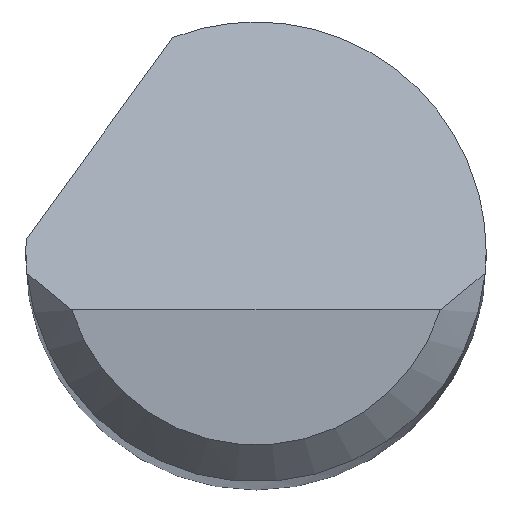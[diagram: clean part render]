
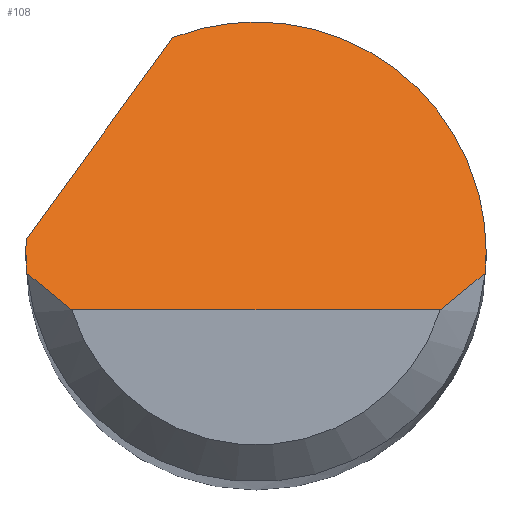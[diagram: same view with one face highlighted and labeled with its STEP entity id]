
A CAD part, top view. The second image highlights one B-rep face of the part: STEP entity #108.
In plain terms, the highlighted planar face has unit normal (0, 0.707, 0.707).
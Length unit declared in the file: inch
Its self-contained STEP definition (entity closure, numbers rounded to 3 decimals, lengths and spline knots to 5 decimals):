
#11 = EDGE_CURVE ( 'NONE', #362, #160, #64, .T. ) ;
#20 = VERTEX_POINT ( 'NONE', #423 ) ;
#22 = ORIENTED_EDGE ( 'NONE', *, *, #432, .F. ) ;
#23 =( BOUNDED_CURVE ( )  B_SPLINE_CURVE ( 3, ( #379, #72, #40, #255 ),
 .UNSPECIFIED., .F., .T. ) 
 B_SPLINE_CURVE_WITH_KNOTS ( ( 4, 4 ),
 ( 4.71239, 4.76575 ),
 .UNSPECIFIED. ) 
 CURVE ( )  GEOMETRIC_REPRESENTATION_ITEM ( )  RATIONAL_B_SPLINE_CURVE ( ( 1., 1., 1., 1. ) ) 
 REPRESENTATION_ITEM ( '' )  );
#24 = VERTEX_POINT ( 'NONE', #222 ) ;
#25 = EDGE_CURVE ( 'NONE', #24, #362, #328, .T. ) ;
#38 = CARTESIAN_POINT ( 'NONE',  ( 0.09375, -0.00292, 1.97917 ) ) ;
#40 = CARTESIAN_POINT ( 'NONE',  ( -0.09371, 0.00333, 1.97292 ) ) ;
#53 = LINE ( 'NONE', #208, #384 ) ;
#59 = VERTEX_POINT ( 'NONE', #97 ) ;
#64 = LINE ( 'NONE', #474, #338 ) ;
#70 = CARTESIAN_POINT ( 'NONE',  ( 0.09375, 0., 1.97625 ) ) ;
#72 = CARTESIAN_POINT ( 'NONE',  ( -0.09375, 0.00167, 1.97458 ) ) ;
#78 = FACE_OUTER_BOUND ( 'NONE', #269, .T. ) ;
#86 = CARTESIAN_POINT ( 'NONE',  ( 0.07508, -0.02375, 2. ) ) ;
#88 = ORIENTED_EDGE ( 'NONE', *, *, #25, .T. ) ;
#97 = CARTESIAN_POINT ( 'NONE',  ( -0.03394, 0.08739, 1.88886 ) ) ;
#103 = CARTESIAN_POINT ( 'NONE',  ( -0.07508, -0.02375, 2. ) ) ;
#104 = CARTESIAN_POINT ( 'NONE',  ( 0.03379, 0.11369, 1.86256 ) ) ;
#108 = ADVANCED_FACE ( 'NONE', ( #78 ), #443, .F. ) ;
#112 = ORIENTED_EDGE ( 'NONE', *, *, #11, .T. ) ;
#114 = ORIENTED_EDGE ( 'NONE', *, *, #347, .F. ) ;
#117 = DIRECTION ( 'NONE',  ( 0., -0.707, -0.707 ) ) ;
#121 = CARTESIAN_POINT ( 'NONE',  ( -0.09375, 0., 1.97625 ) ) ;
#139 = CARTESIAN_POINT ( 'NONE',  ( -0.08761, -0.01397, 1.99022 ) ) ;
#152 = CARTESIAN_POINT ( 'NONE',  ( 0.08761, -0.01397, 1.99022 ) ) ;
#154 = EDGE_CURVE ( 'NONE', #24, #285, #468, .T. ) ;
#160 = VERTEX_POINT ( 'NONE', #229 ) ;
#178 = ORIENTED_EDGE ( 'NONE', *, *, #296, .F. ) ;
#190 = CARTESIAN_POINT ( 'NONE',  ( -0.09375, -0.00292, 1.97917 ) ) ;
#196 = CARTESIAN_POINT ( 'NONE',  ( -0.09334, -0.00875, 1.985 ) ) ;
#205 = ORIENTED_EDGE ( 'NONE', *, *, #409, .F. ) ;
#208 = CARTESIAN_POINT ( 'NONE',  ( -0.11014, -0.01781, 1.99406 ) ) ;
#216 = AXIS2_PLACEMENT_3D ( 'NONE', #404, #117, #259 ) ;
#222 = CARTESIAN_POINT ( 'NONE',  ( -0.09334, -0.00875, 1.985 ) ) ;
#229 = CARTESIAN_POINT ( 'NONE',  ( 0.07508, -0.02375, 2. ) ) ;
#232 = VERTEX_POINT ( 'NONE', #374 ) ;
#235 = ORIENTED_EDGE ( 'NONE', *, *, #154, .F. ) ;
#239 = VERTEX_POINT ( 'NONE', #272 ) ;
#240 = CARTESIAN_POINT ( 'NONE',  ( -0.07508, -0.02375, 2. ) ) ;
#251 = CARTESIAN_POINT ( 'NONE',  ( 0.09375, 0.07266, 1.90359 ) ) ;
#252 = CARTESIAN_POINT ( 'NONE',  ( 0.09334, -0.00875, 1.985 ) ) ;
#255 = CARTESIAN_POINT ( 'NONE',  ( -0.09362, 0.005, 1.97125 ) ) ;
#259 = DIRECTION ( 'NONE',  ( 0., 0.707, -0.707 ) ) ;
#261 = CARTESIAN_POINT ( 'NONE',  ( -0.09361, -0.00584, 1.98209 ) ) ;
#269 = EDGE_LOOP ( 'NONE', ( #112, #295, #22, #205, #178, #114, #235, #88 ) ) ;
#272 = CARTESIAN_POINT ( 'NONE',  ( -0.09362, 0.005, 1.97125 ) ) ;
#284 = CARTESIAN_POINT ( 'NONE',  ( 0.09375, 0., 1.97625 ) ) ;
#285 = VERTEX_POINT ( 'NONE', #121 ) ;
#295 = ORIENTED_EDGE ( 'NONE', *, *, #475, .T. ) ;
#296 = EDGE_CURVE ( 'NONE', #239, #59, #53, .T. ) ;
#311 =( BOUNDED_CURVE ( )  B_SPLINE_CURVE ( 3, ( #434, #104, #251, #70 ),
 .UNSPECIFIED., .F., .T. ) 
 B_SPLINE_CURVE_WITH_KNOTS ( ( 4, 4 ),
 ( 5.91277, 7.85398 ),
 .UNSPECIFIED. ) 
 CURVE ( )  GEOMETRIC_REPRESENTATION_ITEM ( )  RATIONAL_B_SPLINE_CURVE ( ( 1., 0.71, 0.71, 1. ) ) 
 REPRESENTATION_ITEM ( '' )  );
#328 = B_SPLINE_CURVE_WITH_KNOTS ( 'NONE', 3,
 ( #430, #139, #428, #103 ),
 .UNSPECIFIED., .F., .F.,
 ( 4, 4 ),
 ( 0., 0.00071 ),
 .UNSPECIFIED. ) ;
#331 = CARTESIAN_POINT ( 'NONE',  ( -0.09375, 0., 1.97625 ) ) ;
#338 = VECTOR ( 'NONE', #426, 39.37008 ) ;
#339 = DIRECTION ( 'NONE',  ( 0.456, 0.629, -0.629 ) ) ;
#347 = EDGE_CURVE ( 'NONE', #285, #239, #23, .T. ) ;
#352 = B_SPLINE_CURVE_WITH_KNOTS ( 'NONE', 3,
 ( #86, #407, #152, #370 ),
 .UNSPECIFIED., .F., .F.,
 ( 4, 4 ),
 ( 0., 0.00071 ),
 .UNSPECIFIED. ) ;
#362 = VERTEX_POINT ( 'NONE', #240 ) ;
#370 = CARTESIAN_POINT ( 'NONE',  ( 0.09334, -0.00875, 1.985 ) ) ;
#374 = CARTESIAN_POINT ( 'NONE',  ( 0.09334, -0.00875, 1.985 ) ) ;
#379 = CARTESIAN_POINT ( 'NONE',  ( -0.09375, 0., 1.97625 ) ) ;
#384 = VECTOR ( 'NONE', #339, 39.37008 ) ;
#394 =( BOUNDED_CURVE ( )  B_SPLINE_CURVE ( 3, ( #284, #38, #477, #252 ),
 .UNSPECIFIED., .F., .T. ) 
 B_SPLINE_CURVE_WITH_KNOTS ( ( 4, 4 ),
 ( 1.5708, 1.66427 ),
 .UNSPECIFIED. ) 
 CURVE ( )  GEOMETRIC_REPRESENTATION_ITEM ( )  RATIONAL_B_SPLINE_CURVE ( ( 1., 0.999, 0.999, 1. ) ) 
 REPRESENTATION_ITEM ( '' )  );
#404 = CARTESIAN_POINT ( 'NONE',  ( -0.09375, -0.02375, 2. ) ) ;
#407 = CARTESIAN_POINT ( 'NONE',  ( 0.08157, -0.019, 1.99525 ) ) ;
#409 = EDGE_CURVE ( 'NONE', #59, #20, #311, .T. ) ;
#423 = CARTESIAN_POINT ( 'NONE',  ( 0.09375, 0., 1.97625 ) ) ;
#426 = DIRECTION ( 'NONE',  ( 1., 0., 0. ) ) ;
#428 = CARTESIAN_POINT ( 'NONE',  ( -0.08157, -0.019, 1.99525 ) ) ;
#430 = CARTESIAN_POINT ( 'NONE',  ( -0.09334, -0.00875, 1.985 ) ) ;
#432 = EDGE_CURVE ( 'NONE', #20, #232, #394, .T. ) ;
#434 = CARTESIAN_POINT ( 'NONE',  ( -0.03394, 0.08739, 1.88886 ) ) ;
#443 = PLANE ( 'NONE',  #216 ) ;
#468 =( BOUNDED_CURVE ( )  B_SPLINE_CURVE ( 3, ( #196, #261, #190, #331 ),
 .UNSPECIFIED., .F., .T. ) 
 B_SPLINE_CURVE_WITH_KNOTS ( ( 4, 4 ),
 ( 4.61892, 4.71239 ),
 .UNSPECIFIED. ) 
 CURVE ( )  GEOMETRIC_REPRESENTATION_ITEM ( )  RATIONAL_B_SPLINE_CURVE ( ( 1., 0.999, 0.999, 1. ) ) 
 REPRESENTATION_ITEM ( '' )  );
#474 = CARTESIAN_POINT ( 'NONE',  ( 0., -0.02375, 2. ) ) ;
#475 = EDGE_CURVE ( 'NONE', #160, #232, #352, .T. ) ;
#477 = CARTESIAN_POINT ( 'NONE',  ( 0.09361, -0.00584, 1.98209 ) ) ;
